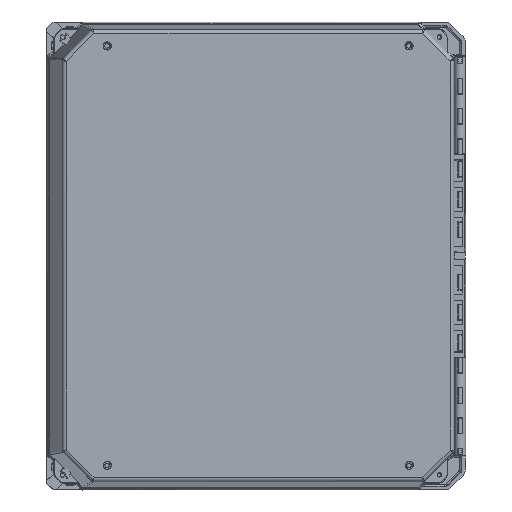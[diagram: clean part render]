
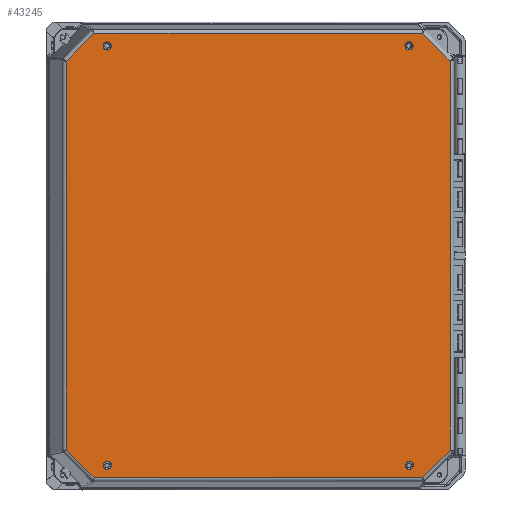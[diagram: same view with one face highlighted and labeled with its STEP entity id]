
A CAD part, top view. The second image highlights one B-rep face of the part: STEP entity #43245.
In plain terms, the highlighted face is planar.
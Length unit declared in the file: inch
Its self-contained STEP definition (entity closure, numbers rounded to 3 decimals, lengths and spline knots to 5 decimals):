
#338 = FACE_BOUND ( 'NONE', #82179, .T. ) ;
#459 = CARTESIAN_POINT ( 'NONE',  ( -0.86181, 0.16811, -8.32594 ) ) ;
#1045 = DIRECTION ( 'NONE',  ( 0.017, -0.017, 1. ) ) ;
#2221 = CIRCLE ( 'NONE', #78192, 0.136 ) ;
#2349 = DIRECTION ( 'NONE',  ( 0.707, 0.707, 0. ) ) ;
#2476 = AXIS2_PLACEMENT_3D ( 'NONE', #14947, #85828, #16283 ) ;
#3255 = CARTESIAN_POINT ( 'NONE',  ( -12.2188, 7.10659, -8.00658 ) ) ;
#4654 = ORIENTED_EDGE ( 'NONE', *, *, #62091, .T. ) ;
#5142 = DIRECTION ( 'NONE',  ( 0.017, -0.017, 1. ) ) ;
#5228 = AXIS2_PLACEMENT_3D ( 'NONE', #87021, #88389, #25712 ) ;
#5383 = EDGE_CURVE ( 'NONE', #12739, #87586, #15648, .T. ) ;
#5671 = VECTOR ( 'NONE', #54304, 39.37008 ) ;
#6408 = DIRECTION ( 'NONE',  ( 1., 0., -0.017 ) ) ;
#6563 = EDGE_CURVE ( 'NONE', #12598, #22105, #2221, .T. ) ;
#7323 = ORIENTED_EDGE ( 'NONE', *, *, #72641, .T. ) ;
#7777 = DIRECTION ( 'NONE',  ( 0., -1., -0.017 ) ) ;
#7833 = EDGE_CURVE ( 'NONE', #57322, #17529, #72416, .T. ) ;
#8185 = CARTESIAN_POINT ( 'NONE',  ( -10.44035, 14.46474, -7.90921 ) ) ;
#9168 = CARTESIAN_POINT ( 'NONE',  ( 0.49671, 0.67371, -8.34084 ) ) ;
#9600 = ORIENTED_EDGE ( 'NONE', *, *, #18214, .T. ) ;
#9850 = EDGE_CURVE ( 'NONE', #17542, #89321, #87788, .T. ) ;
#10743 = LINE ( 'NONE', #8185, #43521 ) ;
#11954 = CARTESIAN_POINT ( 'NONE',  ( -0.86181, 14.18798, -8.08126 ) ) ;
#12598 = VERTEX_POINT ( 'NONE', #45261 ) ;
#12739 = VERTEX_POINT ( 'NONE', #33379 ) ;
#13544 = EDGE_CURVE ( 'NONE', #76663, #53134, #56231, .T. ) ;
#14947 = CARTESIAN_POINT ( 'NONE',  ( -10.44035, 7.10714, -8.03762 ) ) ;
#14997 = ORIENTED_EDGE ( 'NONE', *, *, #32592, .T. ) ;
#15069 = DIRECTION ( 'NONE',  ( 0.017, -0.017, 1. ) ) ;
#15648 = LINE ( 'NONE', #43552, #22567 ) ;
#15993 = CIRCLE ( 'NONE', #71494, 0.136 ) ;
#16283 = DIRECTION ( 'NONE',  ( -1., 0., 0.017 ) ) ;
#17529 = VERTEX_POINT ( 'NONE', #24438 ) ;
#17542 = VERTEX_POINT ( 'NONE', #58722 ) ;
#17967 = CARTESIAN_POINT ( 'NONE',  ( -0.86181, 14.052, -8.08364 ) ) ;
#18214 = EDGE_CURVE ( 'NONE', #21708, #12739, #25205, .T. ) ;
#18497 = ORIENTED_EDGE ( 'NONE', *, *, #44814, .T. ) ;
#19387 = ORIENTED_EDGE ( 'NONE', *, *, #46552, .T. ) ;
#21060 = DIRECTION ( 'NONE',  ( -0.707, -0.707, 0. ) ) ;
#21146 = CARTESIAN_POINT ( 'NONE',  ( 0.49671, 7.11047, -8.2285 ) ) ;
#21708 = VERTEX_POINT ( 'NONE', #56392 ) ;
#22042 = DIRECTION ( 'NONE',  ( -0.707, 0.707, 0.025 ) ) ;
#22105 = VERTEX_POINT ( 'NONE', #45142 ) ;
#22567 = VECTOR ( 'NONE', #2349, 39.37008 ) ;
#23121 = CIRCLE ( 'NONE', #37706, 0.136 ) ;
#24141 = VERTEX_POINT ( 'NONE', #67660 ) ;
#24200 = DIRECTION ( 'NONE',  ( 0.017, -0.017, 1. ) ) ;
#24416 = ORIENTED_EDGE ( 'NONE', *, *, #13544, .T. ) ;
#24438 = CARTESIAN_POINT ( 'NONE',  ( -10.7243, 0.16511, -8.15382 ) ) ;
#24471 = ORIENTED_EDGE ( 'NONE', *, *, #50117, .T. ) ;
#24773 = ORIENTED_EDGE ( 'NONE', *, *, #32265, .T. ) ;
#25112 = DIRECTION ( 'NONE',  ( 0.707, -0.707, -0.025 ) ) ;
#25205 = LINE ( 'NONE', #3255, #46711 ) ;
#25632 = DIRECTION ( 'NONE',  ( 0.017, -0.017, 1. ) ) ;
#25712 = DIRECTION ( 'NONE',  ( 1., 0., -0.017 ) ) ;
#28796 = CIRCLE ( 'NONE', #59429, 0.136 ) ;
#28961 = DIRECTION ( 'NONE',  ( 1., 0., -0.017 ) ) ;
#29140 = FACE_OUTER_BOUND ( 'NONE', #46138, .T. ) ;
#30031 = FACE_BOUND ( 'NONE', #67549, .T. ) ;
#31100 = EDGE_CURVE ( 'NONE', #17529, #57322, #28796, .T. ) ;
#31136 = DIRECTION ( 'NONE',  ( 0., -1., -0.017 ) ) ;
#32220 = AXIS2_PLACEMENT_3D ( 'NONE', #17967, #5142, #46321 ) ;
#32265 = EDGE_CURVE ( 'NONE', #24141, #21708, #49448, .T. ) ;
#32592 = EDGE_CURVE ( 'NONE', #87586, #17542, #10743, .T. ) ;
#33379 = CARTESIAN_POINT ( 'NONE',  ( -12.2188, 13.54335, -7.89425 ) ) ;
#35173 = ORIENTED_EDGE ( 'NONE', *, *, #60433, .T. ) ;
#37402 = VECTOR ( 'NONE', #25112, 39.37008 ) ;
#37706 = AXIS2_PLACEMENT_3D ( 'NONE', #38425, #25632, #31136 ) ;
#38425 = CARTESIAN_POINT ( 'NONE',  ( -10.86028, 14.04895, -7.90914 ) ) ;
#40422 = ORIENTED_EDGE ( 'NONE', *, *, #60928, .T. ) ;
#41076 = CARTESIAN_POINT ( 'NONE',  ( -0.72583, 0.16815, -8.32832 ) ) ;
#41455 = DIRECTION ( 'NONE',  ( 0., -1., -0.017 ) ) ;
#41482 = AXIS2_PLACEMENT_3D ( 'NONE', #459, #15069, #6408 ) ;
#42142 = CARTESIAN_POINT ( 'NONE',  ( -0.99778, 0.16807, -8.32357 ) ) ;
#43245 = ADVANCED_FACE ( 'NONE', ( #29140, #49694, #77629, #30031, #338 ), #57895, .T. ) ;
#43521 = VECTOR ( 'NONE', #87149, 39.37008 ) ;
#43552 = CARTESIAN_POINT ( 'NONE',  ( -12.2188, 13.54335, -7.89425 ) ) ;
#44814 = EDGE_CURVE ( 'NONE', #76389, #58836, #81813, .T. ) ;
#45142 = CARTESIAN_POINT ( 'NONE',  ( -10.86028, 13.91297, -7.91151 ) ) ;
#45261 = CARTESIAN_POINT ( 'NONE',  ( -10.86028, 14.18493, -7.90677 ) ) ;
#46138 = EDGE_LOOP ( 'NONE', ( #9600, #46223, #14997, #70688, #24471, #24416, #40422, #24773 ) ) ;
#46223 = ORIENTED_EDGE ( 'NONE', *, *, #5383, .T. ) ;
#46321 = DIRECTION ( 'NONE',  ( 0., -1., -0.017 ) ) ;
#46552 = EDGE_CURVE ( 'NONE', #84440, #65130, #62939, .T. ) ;
#46606 = CARTESIAN_POINT ( 'NONE',  ( -0.42413, 14.46779, -8.08402 ) ) ;
#46657 = CARTESIAN_POINT ( 'NONE',  ( -0.86181, 13.91602, -8.08601 ) ) ;
#46711 = VECTOR ( 'NONE', #53067, 39.37008 ) ;
#47845 = VECTOR ( 'NONE', #22042, 39.37008 ) ;
#49213 = CARTESIAN_POINT ( 'NONE',  ( -10.86028, 14.04895, -7.90914 ) ) ;
#49448 = LINE ( 'NONE', #76463, #47845 ) ;
#49694 = FACE_BOUND ( 'NONE', #58186, .T. ) ;
#50117 = EDGE_CURVE ( 'NONE', #89321, #76663, #56318, .T. ) ;
#53067 = DIRECTION ( 'NONE',  ( 0., 1., 0.017 ) ) ;
#53134 = VERTEX_POINT ( 'NONE', #65220 ) ;
#53856 = LINE ( 'NONE', #81796, #5671 ) ;
#54022 = AXIS2_PLACEMENT_3D ( 'NONE', #58047, #24200, #88692 ) ;
#54304 = DIRECTION ( 'NONE',  ( -1., 0., 0.017 ) ) ;
#55154 = DIRECTION ( 'NONE',  ( 0.017, -0.017, 1. ) ) ;
#56231 = LINE ( 'NONE', #84627, #58154 ) ;
#56318 = LINE ( 'NONE', #21146, #81999 ) ;
#56392 = CARTESIAN_POINT ( 'NONE',  ( -12.2188, 0.66983, -8.11892 ) ) ;
#57049 = CARTESIAN_POINT ( 'NONE',  ( -11.29796, 14.46448, -7.89425 ) ) ;
#57322 = VERTEX_POINT ( 'NONE', #87049 ) ;
#57895 = PLANE ( 'NONE',  #2476 ) ;
#58047 = CARTESIAN_POINT ( 'NONE',  ( -0.86181, 0.16811, -8.32594 ) ) ;
#58154 = VECTOR ( 'NONE', #21060, 39.37008 ) ;
#58186 = EDGE_LOOP ( 'NONE', ( #35173, #77930 ) ) ;
#58722 = CARTESIAN_POINT ( 'NONE',  ( -0.42413, 14.46779, -8.08402 ) ) ;
#58836 = VERTEX_POINT ( 'NONE', #41076 ) ;
#59429 = AXIS2_PLACEMENT_3D ( 'NONE', #62814, #1045, #28961 ) ;
#60433 = EDGE_CURVE ( 'NONE', #22105, #12598, #23121, .T. ) ;
#60928 = EDGE_CURVE ( 'NONE', #53134, #24141, #53856, .T. ) ;
#61857 = DIRECTION ( 'NONE',  ( 0., -1., -0.017 ) ) ;
#61914 = CIRCLE ( 'NONE', #41482, 0.136 ) ;
#62091 = EDGE_CURVE ( 'NONE', #65130, #84440, #15993, .T. ) ;
#62814 = CARTESIAN_POINT ( 'NONE',  ( -10.86028, 0.16506, -8.15145 ) ) ;
#62939 = CIRCLE ( 'NONE', #32220, 0.136 ) ;
#64030 = CARTESIAN_POINT ( 'NONE',  ( -0.86181, 14.052, -8.08364 ) ) ;
#65130 = VERTEX_POINT ( 'NONE', #46657 ) ;
#65220 = CARTESIAN_POINT ( 'NONE',  ( -0.42413, -0.24742, -8.34084 ) ) ;
#67549 = EDGE_LOOP ( 'NONE', ( #69865, #80552 ) ) ;
#67660 = CARTESIAN_POINT ( 'NONE',  ( -11.29796, -0.25073, -8.15106 ) ) ;
#69865 = ORIENTED_EDGE ( 'NONE', *, *, #31100, .T. ) ;
#70688 = ORIENTED_EDGE ( 'NONE', *, *, #9850, .T. ) ;
#71494 = AXIS2_PLACEMENT_3D ( 'NONE', #64030, #79096, #7777 ) ;
#72416 = CIRCLE ( 'NONE', #5228, 0.136 ) ;
#72641 = EDGE_CURVE ( 'NONE', #58836, #76389, #61914, .T. ) ;
#73569 = EDGE_LOOP ( 'NONE', ( #7323, #18497 ) ) ;
#76389 = VERTEX_POINT ( 'NONE', #42142 ) ;
#76463 = CARTESIAN_POINT ( 'NONE',  ( -11.29796, -0.25073, -8.15106 ) ) ;
#76663 = VERTEX_POINT ( 'NONE', #9168 ) ;
#77368 = CARTESIAN_POINT ( 'NONE',  ( 0.49671, 13.54723, -8.11616 ) ) ;
#77629 = FACE_BOUND ( 'NONE', #73569, .T. ) ;
#77930 = ORIENTED_EDGE ( 'NONE', *, *, #6563, .T. ) ;
#78192 = AXIS2_PLACEMENT_3D ( 'NONE', #49213, #55154, #41455 ) ;
#79096 = DIRECTION ( 'NONE',  ( 0.017, -0.017, 1. ) ) ;
#80552 = ORIENTED_EDGE ( 'NONE', *, *, #7833, .T. ) ;
#81796 = CARTESIAN_POINT ( 'NONE',  ( -10.44035, -0.25047, -8.16603 ) ) ;
#81813 = CIRCLE ( 'NONE', #54022, 0.136 ) ;
#81999 = VECTOR ( 'NONE', #61857, 39.37008 ) ;
#82179 = EDGE_LOOP ( 'NONE', ( #4654, #19387 ) ) ;
#84440 = VERTEX_POINT ( 'NONE', #11954 ) ;
#84627 = CARTESIAN_POINT ( 'NONE',  ( 0.49671, 0.67371, -8.34084 ) ) ;
#85828 = DIRECTION ( 'NONE',  ( -0.017, 0.017, -1. ) ) ;
#87021 = CARTESIAN_POINT ( 'NONE',  ( -10.86028, 0.16506, -8.15145 ) ) ;
#87049 = CARTESIAN_POINT ( 'NONE',  ( -10.99626, 0.16502, -8.14907 ) ) ;
#87149 = DIRECTION ( 'NONE',  ( 1., 0., -0.017 ) ) ;
#87586 = VERTEX_POINT ( 'NONE', #57049 ) ;
#87788 = LINE ( 'NONE', #46606, #37402 ) ;
#88389 = DIRECTION ( 'NONE',  ( 0.017, -0.017, 1. ) ) ;
#88692 = DIRECTION ( 'NONE',  ( 1., 0., -0.017 ) ) ;
#89321 = VERTEX_POINT ( 'NONE', #77368 ) ;
